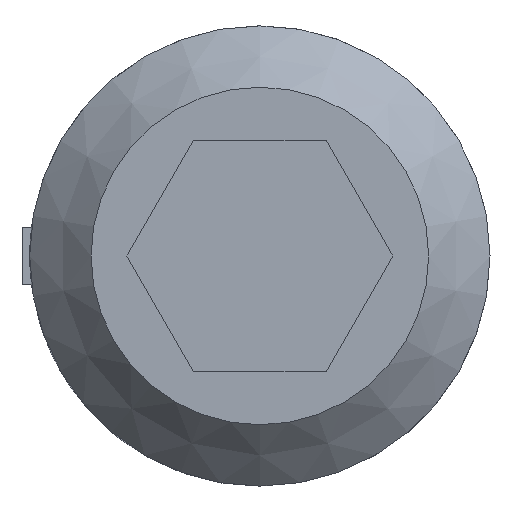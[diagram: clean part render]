
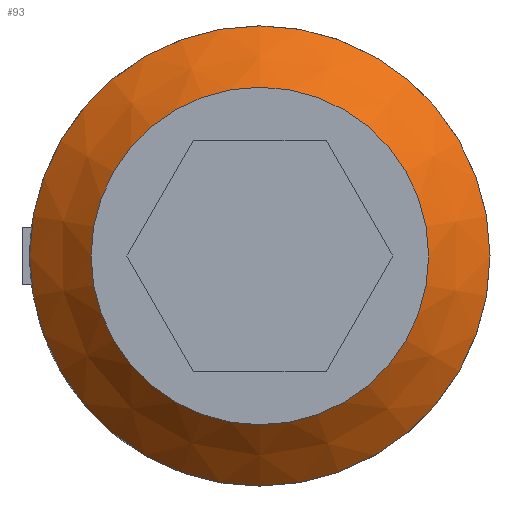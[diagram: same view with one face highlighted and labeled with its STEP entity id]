
A CAD part, left-side view. The second image highlights one B-rep face of the part: STEP entity #93.
In plain terms, the highlighted conical face has half-angle 45 degrees and reference radius 2.2 mm.
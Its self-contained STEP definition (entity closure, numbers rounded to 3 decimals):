
#93 = ADVANCED_FACE( '', ( #195, #196 ), #197, .T. );
#195 = FACE_OUTER_BOUND( '', #306, .T. );
#196 = FACE_BOUND( '', #307, .T. );
#197 = CONICAL_SURFACE( '', #308, 2.2, 0.785 );
#306 = EDGE_LOOP( '', ( #503 ) );
#307 = EDGE_LOOP( '', ( #504 ) );
#308 = AXIS2_PLACEMENT_3D( '', #505, #506, #507 );
#503 = ORIENTED_EDGE( '', *, *, #672, .F. );
#504 = ORIENTED_EDGE( '', *, *, #673, .T. );
#505 = CARTESIAN_POINT( '', ( 0., 0., 0. ) );
#506 = DIRECTION( '', ( 1., 0., 0. ) );
#507 = DIRECTION( '', ( 0., 0., -1. ) );
#672 = EDGE_CURVE( '', #804, #804, #805, .T. );
#673 = EDGE_CURVE( '', #806, #806, #807, .T. );
#804 = VERTEX_POINT( '', #992 );
#805 = CIRCLE( '', #993, 3. );
#806 = VERTEX_POINT( '', #994 );
#807 = CIRCLE( '', #995, 2.2 );
#992 = CARTESIAN_POINT( '', ( 0.8, 0., -3. ) );
#993 = AXIS2_PLACEMENT_3D( '', #1083, #1084, #1085 );
#994 = CARTESIAN_POINT( '', ( 0., 0., -2.2 ) );
#995 = AXIS2_PLACEMENT_3D( '', #1086, #1087, #1088 );
#1083 = CARTESIAN_POINT( '', ( 0.8, 0., 0. ) );
#1084 = DIRECTION( '', ( 1., 0., 0. ) );
#1085 = DIRECTION( '', ( 0., 0., -1. ) );
#1086 = CARTESIAN_POINT( '', ( 0., 0., 0. ) );
#1087 = DIRECTION( '', ( 1., 0., 0. ) );
#1088 = DIRECTION( '', ( 0., 0., -1. ) );
